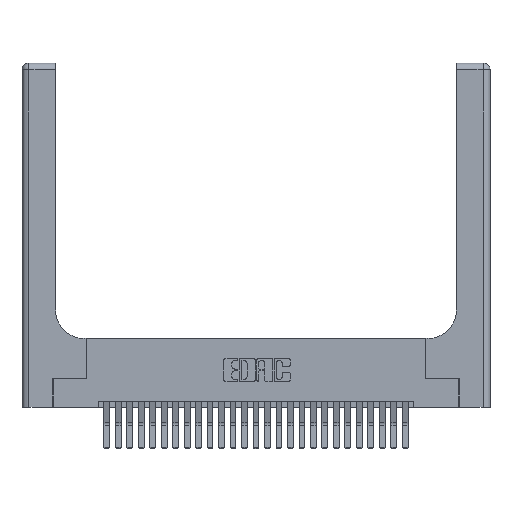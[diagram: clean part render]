
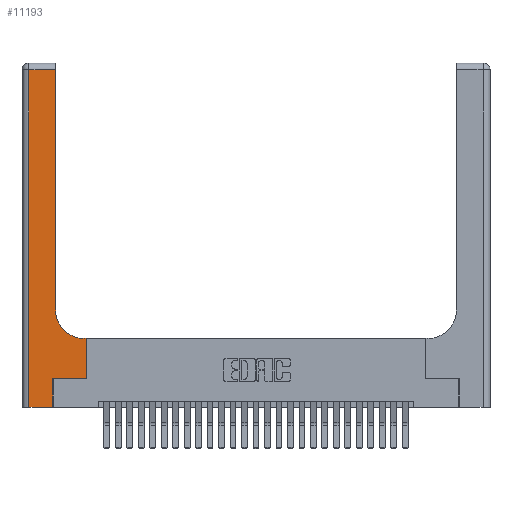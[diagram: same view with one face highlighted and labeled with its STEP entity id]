
A CAD part, top view. The second image highlights one B-rep face of the part: STEP entity #11193.
In plain terms, the highlighted planar face has unit normal (0, 0, 1).
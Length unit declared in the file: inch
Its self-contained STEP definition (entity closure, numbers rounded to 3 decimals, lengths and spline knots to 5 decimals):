
#173 = CARTESIAN_POINT ( 'NONE',  ( 0.5415, 0.85, 0.37 ) ) ;
#254 = LINE ( 'NONE', #14806, #6432 ) ;
#344 = CARTESIAN_POINT ( 'NONE',  ( 0.5585, 0.25, 0.37 ) ) ;
#414 = VERTEX_POINT ( 'NONE', #479 ) ;
#417 = EDGE_CURVE ( 'NONE', #11594, #11620, #22165, .T. ) ;
#479 = CARTESIAN_POINT ( 'NONE',  ( 0.5585, 0.6, 0.37 ) ) ;
#521 = ORIENTED_EDGE ( 'NONE', *, *, #22453, .T. ) ;
#897 = VERTEX_POINT ( 'NONE', #20150 ) ;
#2765 = LINE ( 'NONE', #12731, #5843 ) ;
#3872 = DIRECTION ( 'NONE',  ( 1., 0., 0. ) ) ;
#4006 = EDGE_CURVE ( 'NONE', #21181, #414, #12478, .T. ) ;
#4052 = EDGE_CURVE ( 'NONE', #414, #22203, #12145, .T. ) ;
#5353 = CARTESIAN_POINT ( 'NONE',  ( 0.5585, 0.25, 0.37 ) ) ;
#5843 = VECTOR ( 'NONE', #21226, 39.37008 ) ;
#6432 = VECTOR ( 'NONE', #3872, 39.37008 ) ;
#6611 = DIRECTION ( 'NONE',  ( 0., 1., 0. ) ) ;
#6909 = CARTESIAN_POINT ( 'NONE',  ( 0.269, 0.25, 0.37 ) ) ;
#6913 = LINE ( 'NONE', #18354, #22745 ) ;
#7246 = ORIENTED_EDGE ( 'NONE', *, *, #4052, .T. ) ;
#7446 = CARTESIAN_POINT ( 'NONE',  ( 0.06, 3., 0.37 ) ) ;
#8054 = VECTOR ( 'NONE', #6611, 39.37008 ) ;
#8154 = DIRECTION ( 'NONE',  ( 0., 0., -1. ) ) ;
#8432 = CARTESIAN_POINT ( 'NONE',  ( 0.269, 0.25, 0.37 ) ) ;
#9034 = ORIENTED_EDGE ( 'NONE', *, *, #18527, .T. ) ;
#9135 = ORIENTED_EDGE ( 'NONE', *, *, #24988, .T. ) ;
#9417 = ORIENTED_EDGE ( 'NONE', *, *, #16143, .T. ) ;
#9437 = VECTOR ( 'NONE', #18944, 39.37008 ) ;
#9693 = DIRECTION ( 'NONE',  ( 0., -1., 0. ) ) ;
#10061 = AXIS2_PLACEMENT_3D ( 'NONE', #11593, #13698, #22660 ) ;
#10084 = VERTEX_POINT ( 'NONE', #15557 ) ;
#10174 = CARTESIAN_POINT ( 'NONE',  ( 0.06, 2.94, 0.37 ) ) ;
#10528 = DIRECTION ( 'NONE',  ( 1., 0., 0. ) ) ;
#11140 = CARTESIAN_POINT ( 'NONE',  ( 0.269, 0., 0.37 ) ) ;
#11193 = ADVANCED_FACE ( 'NONE', ( #12255 ), #26925, .F. ) ;
#11593 = CARTESIAN_POINT ( 'NONE',  ( 0., 3., 0.37 ) ) ;
#11594 = VERTEX_POINT ( 'NONE', #11140 ) ;
#11620 = VERTEX_POINT ( 'NONE', #6909 ) ;
#12145 = LINE ( 'NONE', #14508, #9437 ) ;
#12255 = FACE_OUTER_BOUND ( 'NONE', #25367, .T. ) ;
#12478 = LINE ( 'NONE', #344, #8054 ) ;
#12726 = AXIS2_PLACEMENT_3D ( 'NONE', #173, #8154, #25566 ) ;
#12731 = CARTESIAN_POINT ( 'NONE',  ( 0., 2.94, 0.37 ) ) ;
#13698 = DIRECTION ( 'NONE',  ( 0., 0., -1. ) ) ;
#13874 = EDGE_CURVE ( 'NONE', #23600, #10084, #14557, .T. ) ;
#14508 = CARTESIAN_POINT ( 'NONE',  ( 0.2915, 0.6, 0.37 ) ) ;
#14540 = DIRECTION ( 'NONE',  ( 0., 1., 0. ) ) ;
#14557 = LINE ( 'NONE', #7446, #24209 ) ;
#14806 = CARTESIAN_POINT ( 'NONE',  ( 0., 0., 0.37 ) ) ;
#15557 = CARTESIAN_POINT ( 'NONE',  ( 0.06, 0., 0.37 ) ) ;
#16143 = EDGE_CURVE ( 'NONE', #11620, #21181, #21078, .T. ) ;
#16738 = ORIENTED_EDGE ( 'NONE', *, *, #4006, .T. ) ;
#18152 = CIRCLE ( 'NONE', #12726, 0.25 ) ;
#18354 = CARTESIAN_POINT ( 'NONE',  ( 0.2915, 3., 0.37 ) ) ;
#18527 = EDGE_CURVE ( 'NONE', #22203, #897, #18152, .T. ) ;
#18552 = DIRECTION ( 'NONE',  ( 0., 1., 0. ) ) ;
#18944 = DIRECTION ( 'NONE',  ( -1., 0., 0. ) ) ;
#19592 = CARTESIAN_POINT ( 'NONE',  ( 0.2915, 2.94, 0.37 ) ) ;
#19805 = CARTESIAN_POINT ( 'NONE',  ( 0.5415, 0.6, 0.37 ) ) ;
#20150 = CARTESIAN_POINT ( 'NONE',  ( 0.2915, 0.85, 0.37 ) ) ;
#20616 = ORIENTED_EDGE ( 'NONE', *, *, #21379, .T. ) ;
#21078 = LINE ( 'NONE', #8432, #22451 ) ;
#21181 = VERTEX_POINT ( 'NONE', #5353 ) ;
#21226 = DIRECTION ( 'NONE',  ( -1., 0., 0. ) ) ;
#21253 = ORIENTED_EDGE ( 'NONE', *, *, #13874, .T. ) ;
#21379 = EDGE_CURVE ( 'NONE', #25104, #23600, #2765, .T. ) ;
#22165 = LINE ( 'NONE', #26532, #23904 ) ;
#22203 = VERTEX_POINT ( 'NONE', #19805 ) ;
#22451 = VECTOR ( 'NONE', #10528, 39.37008 ) ;
#22453 = EDGE_CURVE ( 'NONE', #897, #25104, #6913, .T. ) ;
#22660 = DIRECTION ( 'NONE',  ( -1., 0., 0. ) ) ;
#22745 = VECTOR ( 'NONE', #18552, 39.37008 ) ;
#23600 = VERTEX_POINT ( 'NONE', #10174 ) ;
#23904 = VECTOR ( 'NONE', #14540, 39.37008 ) ;
#24209 = VECTOR ( 'NONE', #9693, 39.37008 ) ;
#24988 = EDGE_CURVE ( 'NONE', #10084, #11594, #254, .T. ) ;
#25104 = VERTEX_POINT ( 'NONE', #19592 ) ;
#25257 = ORIENTED_EDGE ( 'NONE', *, *, #417, .T. ) ;
#25367 = EDGE_LOOP ( 'NONE', ( #521, #20616, #21253, #9135, #25257, #9417, #16738, #7246, #9034 ) ) ;
#25566 = DIRECTION ( 'NONE',  ( 1., 0., 0. ) ) ;
#26532 = CARTESIAN_POINT ( 'NONE',  ( 0.269, 0., 0.37 ) ) ;
#26925 = PLANE ( 'NONE',  #10061 ) ;
